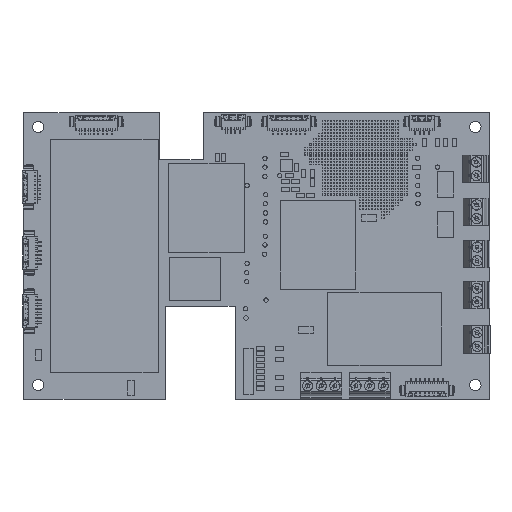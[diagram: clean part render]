
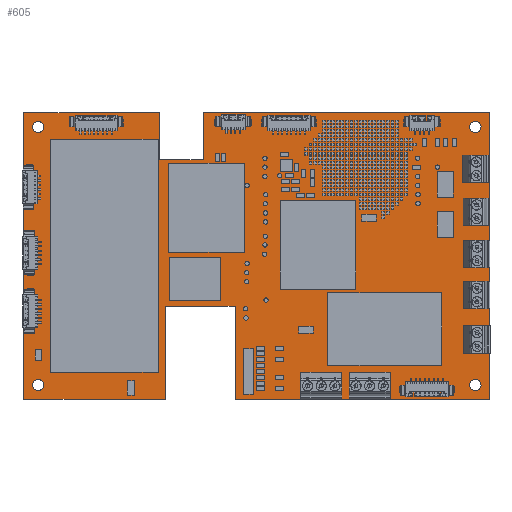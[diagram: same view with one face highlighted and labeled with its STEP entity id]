
A CAD part, top view. The second image highlights one B-rep face of the part: STEP entity #605.
In plain terms, the highlighted planar face has unit normal (0, 0, 1).
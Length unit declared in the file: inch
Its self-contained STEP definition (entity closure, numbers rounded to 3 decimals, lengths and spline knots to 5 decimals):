
#138=DIRECTION('',(0.,-1.,0.));
#139=VECTOR('',#138,3.14961);
#140=CARTESIAN_POINT('',(0.,3.14961,0.05656));
#141=LINE('',#140,#139);
#142=DIRECTION('',(-1.,0.,0.));
#143=VECTOR('',#142,1.49213);
#144=CARTESIAN_POINT('',(1.49213,3.14961,0.05656));
#145=LINE('',#144,#143);
#146=DIRECTION('',(0.,1.,0.));
#147=VECTOR('',#146,0.51772);
#148=CARTESIAN_POINT('',(1.49213,2.63189,0.05656));
#149=LINE('',#148,#147);
#150=DIRECTION('',(-1.,0.,0.));
#151=VECTOR('',#150,0.47835);
#152=CARTESIAN_POINT('',(1.97047,2.63189,0.05656));
#153=LINE('',#152,#151);
#154=DIRECTION('',(0.,-1.,0.));
#155=VECTOR('',#154,0.51772);
#156=CARTESIAN_POINT('',(1.97047,3.14961,0.05656));
#157=LINE('',#156,#155);
#158=DIRECTION('',(-1.,0.,0.));
#159=VECTOR('',#158,3.14764);
#160=CARTESIAN_POINT('',(5.11811,3.14961,0.05656));
#161=LINE('',#160,#159);
#162=DIRECTION('',(0.,1.,0.));
#163=VECTOR('',#162,3.14961);
#164=CARTESIAN_POINT('',(5.11811,0.,0.05656));
#165=LINE('',#164,#163);
#166=DIRECTION('',(1.,0.,0.));
#167=VECTOR('',#166,2.79724);
#168=CARTESIAN_POINT('',(2.32087,0.,0.05656));
#169=LINE('',#168,#167);
#170=DIRECTION('',(0.,-1.,0.));
#171=VECTOR('',#170,1.02395);
#172=CARTESIAN_POINT('',(2.32087,1.02395,0.05656));
#173=LINE('',#172,#171);
#174=DIRECTION('',(1.,0.001,0.));
#175=VECTOR('',#174,0.76378);
#176=CARTESIAN_POINT('',(1.55709,1.02318,0.05656));
#177=LINE('',#176,#175);
#178=DIRECTION('',(0.,1.,0.));
#179=VECTOR('',#178,1.02318);
#180=CARTESIAN_POINT('',(1.55709,0.,0.05656));
#181=LINE('',#180,#179);
#182=DIRECTION('',(1.,0.,0.));
#183=VECTOR('',#182,1.55709);
#184=CARTESIAN_POINT('',(0.,0.,0.05656));
#185=LINE('',#184,#183);
#186=CARTESIAN_POINT('',(4.96063,0.15748,0.05656));
#187=DIRECTION('',(0.,0.,1.));
#188=DIRECTION('',(1.,0.,0.));
#189=AXIS2_PLACEMENT_3D('',#186,#187,#188);
#191=CARTESIAN_POINT('',(4.96063,0.15748,0.05656));
#192=DIRECTION('',(0.,0.,1.));
#193=DIRECTION('',(-1.,0.,0.));
#194=AXIS2_PLACEMENT_3D('',#191,#192,#193);
#196=CARTESIAN_POINT('',(0.15748,0.15748,0.05656));
#197=DIRECTION('',(0.,0.,1.));
#198=DIRECTION('',(1.,0.,0.));
#199=AXIS2_PLACEMENT_3D('',#196,#197,#198);
#201=CARTESIAN_POINT('',(0.15748,0.15748,0.05656));
#202=DIRECTION('',(0.,0.,1.));
#203=DIRECTION('',(-1.,0.,0.));
#204=AXIS2_PLACEMENT_3D('',#201,#202,#203);
#206=CARTESIAN_POINT('',(0.15748,2.99213,0.05656));
#207=DIRECTION('',(0.,0.,1.));
#208=DIRECTION('',(1.,0.,0.));
#209=AXIS2_PLACEMENT_3D('',#206,#207,#208);
#211=CARTESIAN_POINT('',(0.15748,2.99213,0.05656));
#212=DIRECTION('',(0.,0.,1.));
#213=DIRECTION('',(-1.,0.,0.));
#214=AXIS2_PLACEMENT_3D('',#211,#212,#213);
#216=CARTESIAN_POINT('',(4.96063,2.99213,0.05656));
#217=DIRECTION('',(0.,0.,1.));
#218=DIRECTION('',(1.,0.,0.));
#219=AXIS2_PLACEMENT_3D('',#216,#217,#218);
#221=CARTESIAN_POINT('',(4.96063,2.99213,0.05656));
#222=DIRECTION('',(0.,0.,1.));
#223=DIRECTION('',(-1.,0.,0.));
#224=AXIS2_PLACEMENT_3D('',#221,#222,#223);
#282=CARTESIAN_POINT('',(0.,3.14961,0.05656));
#283=CARTESIAN_POINT('',(0.,0.,0.05656));
#284=VERTEX_POINT('',#282);
#285=VERTEX_POINT('',#283);
#286=CARTESIAN_POINT('',(1.55709,0.,0.05656));
#287=VERTEX_POINT('',#286);
#288=CARTESIAN_POINT('',(1.55709,1.02318,0.05656));
#289=VERTEX_POINT('',#288);
#290=CARTESIAN_POINT('',(2.32087,1.02395,0.05656));
#291=VERTEX_POINT('',#290);
#292=CARTESIAN_POINT('',(2.32087,0.,0.05656));
#293=VERTEX_POINT('',#292);
#294=CARTESIAN_POINT('',(5.11811,0.,0.05656));
#295=VERTEX_POINT('',#294);
#296=CARTESIAN_POINT('',(5.11811,3.14961,0.05656));
#297=VERTEX_POINT('',#296);
#298=CARTESIAN_POINT('',(1.97047,3.14961,0.05656));
#299=VERTEX_POINT('',#298);
#300=CARTESIAN_POINT('',(1.97047,2.63189,0.05656));
#301=VERTEX_POINT('',#300);
#302=CARTESIAN_POINT('',(1.49213,2.63189,0.05656));
#303=VERTEX_POINT('',#302);
#304=CARTESIAN_POINT('',(1.49213,3.14961,0.05656));
#305=VERTEX_POINT('',#304);
#310=CARTESIAN_POINT('',(5.02362,0.15748,0.05656));
#311=CARTESIAN_POINT('',(4.89764,0.15748,0.05656));
#312=VERTEX_POINT('',#310);
#313=VERTEX_POINT('',#311);
#318=CARTESIAN_POINT('',(0.22047,0.15748,0.05656));
#319=CARTESIAN_POINT('',(0.09449,0.15748,0.05656));
#320=VERTEX_POINT('',#318);
#321=VERTEX_POINT('',#319);
#326=CARTESIAN_POINT('',(0.22047,2.99213,0.05656));
#327=CARTESIAN_POINT('',(0.09449,2.99213,0.05656));
#328=VERTEX_POINT('',#326);
#329=VERTEX_POINT('',#327);
#334=CARTESIAN_POINT('',(5.02362,2.99213,0.05656));
#335=CARTESIAN_POINT('',(4.89764,2.99213,0.05656));
#336=VERTEX_POINT('',#334);
#337=VERTEX_POINT('',#335);
#562=CARTESIAN_POINT('',(0.,0.,0.05656));
#563=DIRECTION('',(0.,0.,1.));
#564=DIRECTION('',(1.,0.,0.));
#565=AXIS2_PLACEMENT_3D('',#562,#563,#564);
#566=PLANE('',#565);
#567=ORIENTED_EDGE('',*,*,#402,.F.);
#568=ORIENTED_EDGE('',*,*,#417,.F.);
#569=ORIENTED_EDGE('',*,*,#431,.F.);
#570=ORIENTED_EDGE('',*,*,#445,.F.);
#571=ORIENTED_EDGE('',*,*,#459,.F.);
#572=ORIENTED_EDGE('',*,*,#473,.F.);
#573=ORIENTED_EDGE('',*,*,#487,.F.);
#574=ORIENTED_EDGE('',*,*,#501,.F.);
#575=ORIENTED_EDGE('',*,*,#515,.F.);
#576=ORIENTED_EDGE('',*,*,#529,.F.);
#577=ORIENTED_EDGE('',*,*,#543,.F.);
#578=ORIENTED_EDGE('',*,*,#556,.F.);
#579=EDGE_LOOP('',(#567,#568,#569,#570,#571,#572,#573,#574,#575,#576,#577,
#578));
#580=FACE_OUTER_BOUND('',#579,.F.);
#582=ORIENTED_EDGE('',*,*,#581,.T.);
#584=ORIENTED_EDGE('',*,*,#583,.T.);
#585=EDGE_LOOP('',(#582,#584));
#586=FACE_BOUND('',#585,.F.);
#588=ORIENTED_EDGE('',*,*,#587,.T.);
#590=ORIENTED_EDGE('',*,*,#589,.T.);
#591=EDGE_LOOP('',(#588,#590));
#592=FACE_BOUND('',#591,.F.);
#594=ORIENTED_EDGE('',*,*,#593,.T.);
#596=ORIENTED_EDGE('',*,*,#595,.T.);
#597=EDGE_LOOP('',(#594,#596));
#598=FACE_BOUND('',#597,.F.);
#600=ORIENTED_EDGE('',*,*,#599,.T.);
#602=ORIENTED_EDGE('',*,*,#601,.T.);
#603=EDGE_LOOP('',(#600,#602));
#604=FACE_BOUND('',#603,.F.);
#605=ADVANCED_FACE('',(#580,#586,#592,#598,#604),#566,.T.);
#190=CIRCLE('',#189,0.06299);
#195=CIRCLE('',#194,0.06299);
#200=CIRCLE('',#199,0.06299);
#205=CIRCLE('',#204,0.06299);
#210=CIRCLE('',#209,0.06299);
#215=CIRCLE('',#214,0.06299);
#220=CIRCLE('',#219,0.06299);
#225=CIRCLE('',#224,0.06299);
#402=EDGE_CURVE('',#284,#285,#141,.T.);
#417=EDGE_CURVE('',#305,#284,#145,.T.);
#431=EDGE_CURVE('',#303,#305,#149,.T.);
#445=EDGE_CURVE('',#301,#303,#153,.T.);
#459=EDGE_CURVE('',#299,#301,#157,.T.);
#473=EDGE_CURVE('',#297,#299,#161,.T.);
#487=EDGE_CURVE('',#295,#297,#165,.T.);
#501=EDGE_CURVE('',#293,#295,#169,.T.);
#515=EDGE_CURVE('',#291,#293,#173,.T.);
#529=EDGE_CURVE('',#289,#291,#177,.T.);
#543=EDGE_CURVE('',#287,#289,#181,.T.);
#556=EDGE_CURVE('',#285,#287,#185,.T.);
#581=EDGE_CURVE('',#312,#313,#190,.T.);
#583=EDGE_CURVE('',#313,#312,#195,.T.);
#587=EDGE_CURVE('',#320,#321,#200,.T.);
#589=EDGE_CURVE('',#321,#320,#205,.T.);
#593=EDGE_CURVE('',#328,#329,#210,.T.);
#595=EDGE_CURVE('',#329,#328,#215,.T.);
#599=EDGE_CURVE('',#336,#337,#220,.T.);
#601=EDGE_CURVE('',#337,#336,#225,.T.);
